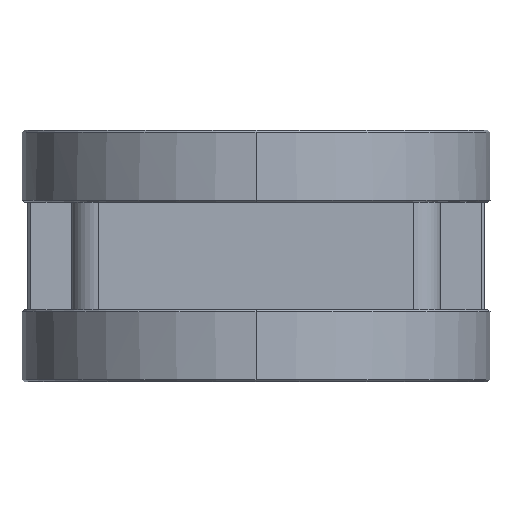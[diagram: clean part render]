
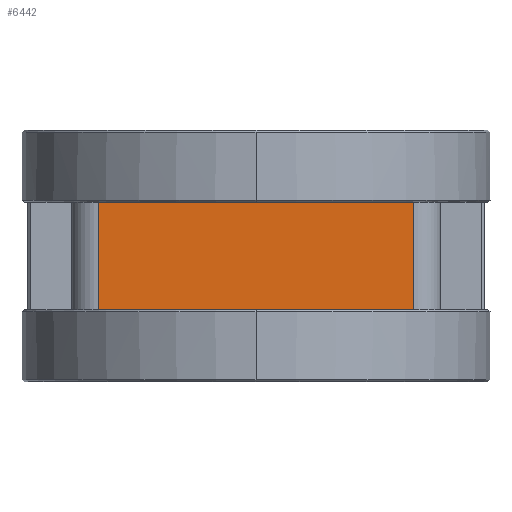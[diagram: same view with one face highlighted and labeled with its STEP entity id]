
A CAD part, front view. The second image highlights one B-rep face of the part: STEP entity #6442.
In plain terms, the highlighted planar face has unit normal (0, -1, 0).
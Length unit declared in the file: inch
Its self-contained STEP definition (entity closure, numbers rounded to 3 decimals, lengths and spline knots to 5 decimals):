
#18=DIRECTION('',(1.,0.,0.));
#19=VECTOR('',#18,0.07648);
#20=CARTESIAN_POINT('',(1.42352,-1.697,-0.5125));
#21=LINE('',#20,#19);
#27=DIRECTION('',(1.,0.,0.));
#28=VECTOR('',#27,0.07648);
#29=CARTESIAN_POINT('',(-1.5,-1.697,-0.5125));
#30=LINE('',#29,#28);
#1169=DIRECTION('',(1.,0.,0.));
#1170=VECTOR('',#1169,0.26871);
#1171=CARTESIAN_POINT('',(0.55983,-1.697,-0.5125));
#1172=LINE('',#1171,#1170);
#1173=DIRECTION('',(1.,0.,0.));
#1174=VECTOR('',#1173,1.11966);
#1175=CARTESIAN_POINT('',(-0.55983,-1.697,-0.5125));
#1176=LINE('',#1175,#1174);
#1177=DIRECTION('',(1.,0.,0.));
#1178=VECTOR('',#1177,0.26871);
#1179=CARTESIAN_POINT('',(-0.82854,-1.697,-0.5125));
#1180=LINE('',#1179,#1178);
#1181=DIRECTION('',(1.,0.,0.));
#1182=VECTOR('',#1181,0.59498);
#1183=CARTESIAN_POINT('',(-1.42352,-1.697,-0.5125));
#1184=LINE('',#1183,#1182);
#1185=DIRECTION('',(0.,0.,-1.));
#1186=VECTOR('',#1185,1.025);
#1187=CARTESIAN_POINT('',(-1.5,-1.697,0.5125));
#1188=LINE('',#1187,#1186);
#1189=DIRECTION('',(1.,0.,0.));
#1190=VECTOR('',#1189,0.59498);
#1191=CARTESIAN_POINT('',(-1.42352,-1.697,0.5125));
#1192=LINE('',#1191,#1190);
#1193=DIRECTION('',(-1.,0.,0.));
#1194=VECTOR('',#1193,0.26871);
#1195=CARTESIAN_POINT('',(-0.55983,-1.697,0.5125));
#1196=LINE('',#1195,#1194);
#1197=DIRECTION('',(1.,0.,0.));
#1198=VECTOR('',#1197,1.11966);
#1199=CARTESIAN_POINT('',(-0.55983,-1.697,0.5125));
#1200=LINE('',#1199,#1198);
#1201=DIRECTION('',(-1.,0.,0.));
#1202=VECTOR('',#1201,0.26871);
#1203=CARTESIAN_POINT('',(0.82854,-1.697,0.5125));
#1204=LINE('',#1203,#1202);
#1205=DIRECTION('',(1.,0.,0.));
#1206=VECTOR('',#1205,0.59498);
#1207=CARTESIAN_POINT('',(0.82854,-1.697,0.5125));
#1208=LINE('',#1207,#1206);
#1209=DIRECTION('',(0.,0.,-1.));
#1210=VECTOR('',#1209,1.025);
#1211=CARTESIAN_POINT('',(1.5,-1.697,0.5125));
#1212=LINE('',#1211,#1210);
#1213=DIRECTION('',(1.,0.,0.));
#1214=VECTOR('',#1213,0.59498);
#1215=CARTESIAN_POINT('',(0.82854,-1.697,-0.5125));
#1216=LINE('',#1215,#1214);
#1321=DIRECTION('',(-1.,0.,0.));
#1322=VECTOR('',#1321,0.07648);
#1323=CARTESIAN_POINT('',(1.5,-1.697,0.5125));
#1324=LINE('',#1323,#1322);
#1348=DIRECTION('',(-1.,0.,0.));
#1349=VECTOR('',#1348,0.07648);
#1350=CARTESIAN_POINT('',(-1.42352,-1.697,0.5125));
#1351=LINE('',#1350,#1349);
#4035=CARTESIAN_POINT('',(1.5,-1.697,-0.5125));
#4037=VERTEX_POINT('',#4035);
#4038=CARTESIAN_POINT('',(1.5,-1.697,0.5125));
#4039=VERTEX_POINT('',#4038);
#4042=CARTESIAN_POINT('',(-1.5,-1.697,-0.5125));
#4044=VERTEX_POINT('',#4042);
#4048=CARTESIAN_POINT('',(-1.5,-1.697,0.5125));
#4049=VERTEX_POINT('',#4048);
#4478=CARTESIAN_POINT('',(1.42352,-1.697,0.5125));
#4480=VERTEX_POINT('',#4478);
#4482=CARTESIAN_POINT('',(-1.42352,-1.697,0.5125));
#4483=VERTEX_POINT('',#4482);
#4516=CARTESIAN_POINT('',(1.42352,-1.697,-0.5125));
#4518=VERTEX_POINT('',#4516);
#4520=CARTESIAN_POINT('',(-1.42352,-1.697,-0.5125));
#4521=VERTEX_POINT('',#4520);
#4626=CARTESIAN_POINT('',(-0.82854,-1.697,0.5125));
#4627=CARTESIAN_POINT('',(-0.55983,-1.697,0.5125));
#4628=VERTEX_POINT('',#4626);
#4629=VERTEX_POINT('',#4627);
#4642=CARTESIAN_POINT('',(0.55983,-1.697,0.5125));
#4643=CARTESIAN_POINT('',(0.82854,-1.697,0.5125));
#4644=VERTEX_POINT('',#4642);
#4645=VERTEX_POINT('',#4643);
#4746=CARTESIAN_POINT('',(-0.82854,-1.697,-0.5125));
#4747=CARTESIAN_POINT('',(-0.55983,-1.697,-0.5125));
#4748=VERTEX_POINT('',#4746);
#4749=VERTEX_POINT('',#4747);
#4762=CARTESIAN_POINT('',(0.55983,-1.697,-0.5125));
#4763=CARTESIAN_POINT('',(0.82854,-1.697,-0.5125));
#4764=VERTEX_POINT('',#4762);
#4765=VERTEX_POINT('',#4763);
#6412=CARTESIAN_POINT('',(-1.76,-1.697,-0.5125));
#6413=DIRECTION('',(0.,-1.,0.));
#6414=DIRECTION('',(1.,0.,0.));
#6415=AXIS2_PLACEMENT_3D('',#6412,#6413,#6414);
#6416=PLANE('',#6415);
#6418=ORIENTED_EDGE('',*,*,#6417,.F.);
#6419=ORIENTED_EDGE('',*,*,#5193,.F.);
#6421=ORIENTED_EDGE('',*,*,#6420,.F.);
#6422=ORIENTED_EDGE('',*,*,#5189,.F.);
#6423=ORIENTED_EDGE('',*,*,#5077,.F.);
#6425=ORIENTED_EDGE('',*,*,#6424,.F.);
#6427=ORIENTED_EDGE('',*,*,#6426,.F.);
#6428=ORIENTED_EDGE('',*,*,#6168,.T.);
#6430=ORIENTED_EDGE('',*,*,#6429,.F.);
#6431=ORIENTED_EDGE('',*,*,#6164,.T.);
#6432=ORIENTED_EDGE('',*,*,#6368,.F.);
#6433=ORIENTED_EDGE('',*,*,#6173,.T.);
#6435=ORIENTED_EDGE('',*,*,#6434,.F.);
#6437=ORIENTED_EDGE('',*,*,#6436,.T.);
#6438=ORIENTED_EDGE('',*,*,#5065,.F.);
#6439=ORIENTED_EDGE('',*,*,#5183,.F.);
#6440=EDGE_LOOP('',(#6418,#6419,#6421,#6422,#6423,#6425,#6427,#6428,#6430,#6431,
#6432,#6433,#6435,#6437,#6438,#6439));
#6441=FACE_OUTER_BOUND('',#6440,.F.);
#6442=ADVANCED_FACE('',(#6441),#6416,.T.);
#5065=EDGE_CURVE('',#4518,#4037,#21,.T.);
#5077=EDGE_CURVE('',#4044,#4521,#30,.T.);
#5183=EDGE_CURVE('',#4765,#4518,#1216,.T.);
#5189=EDGE_CURVE('',#4521,#4748,#1184,.T.);
#5193=EDGE_CURVE('',#4749,#4764,#1176,.T.);
#6164=EDGE_CURVE('',#4629,#4644,#1200,.T.);
#6168=EDGE_CURVE('',#4483,#4628,#1192,.T.);
#6173=EDGE_CURVE('',#4645,#4480,#1208,.T.);
#6368=EDGE_CURVE('',#4645,#4644,#1204,.T.);
#6417=EDGE_CURVE('',#4764,#4765,#1172,.T.);
#6420=EDGE_CURVE('',#4748,#4749,#1180,.T.);
#6424=EDGE_CURVE('',#4049,#4044,#1188,.T.);
#6426=EDGE_CURVE('',#4483,#4049,#1351,.T.);
#6429=EDGE_CURVE('',#4629,#4628,#1196,.T.);
#6434=EDGE_CURVE('',#4039,#4480,#1324,.T.);
#6436=EDGE_CURVE('',#4039,#4037,#1212,.T.);
